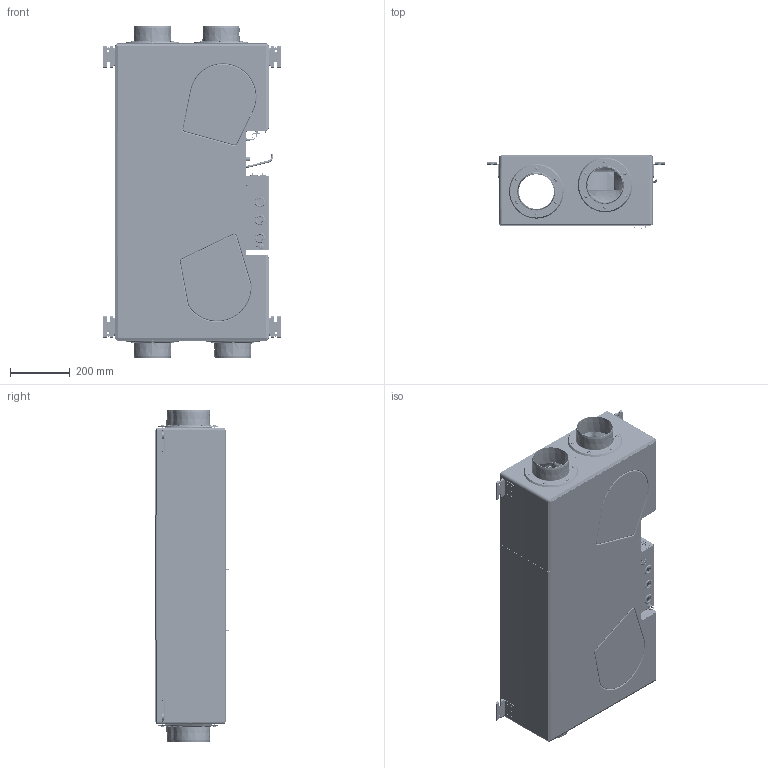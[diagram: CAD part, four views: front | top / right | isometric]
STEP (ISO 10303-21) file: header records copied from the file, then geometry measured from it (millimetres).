
FILE_DESCRIPTION((''),'2;1');
FILE_NAME('237805-LWZ_130_SW','2018-06-11T15:29:02',('2625'),('STIEBEL-ELTRON'),'CREO PARAMETRIC BY PTC INC, 2017380','CREO PARAMETRIC BY PTC INC, 2017380','');
FILE_SCHEMA(('AUTOMOTIVE_DESIGN { 1 0 10303 214 1 1 1 1 }'));
Products named in the file (1): 237805-LWZ_130_SW
Bounding box: 596.5 x 249.74 x 1113.1 mm (x, y, z)
Volume: 53805549.8 mm3; surface area: 4737379.3 mm2
Topology: 22 solids, 22 shells, 18499 faces, 50846 edges, 33184 vertices
Faces by surface type: plane 13653, cylinder 2690, cone 785, torus 625, bspline 521, sphere 182, extrusion 43
Entity records: 961899 total; most frequent: CARTESIAN_POINT 216607, ORIENTED_EDGE 101648, DIRECTION 93181, PRESENTATION_STYLE_ASSIGNMENT 67243, STYLED_ITEM 50889, CURVE_STYLE 50867, EDGE_CURVE 50824, VECTOR 39375
